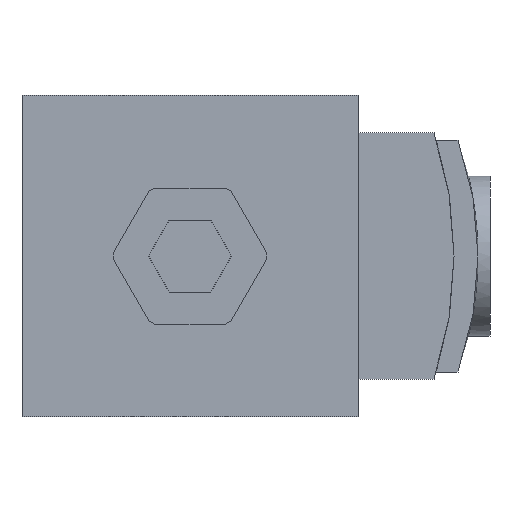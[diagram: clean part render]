
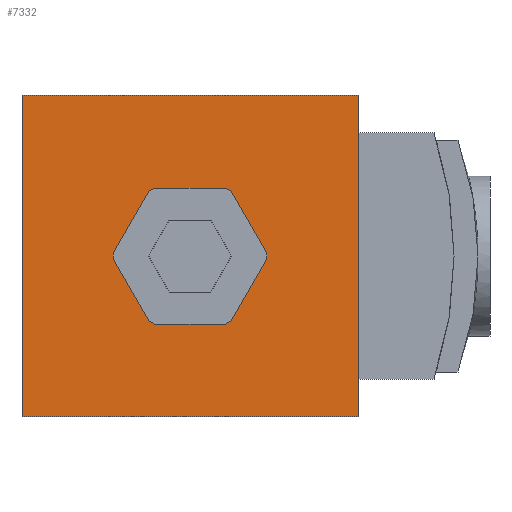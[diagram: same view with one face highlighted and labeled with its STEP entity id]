
A CAD part, front view. The second image highlights one B-rep face of the part: STEP entity #7332.
In plain terms, the highlighted planar face has unit normal (0, -1, 0).
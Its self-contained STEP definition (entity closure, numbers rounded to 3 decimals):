
#124=PLANE('',#7705);
#328=LINE('',#9651,#930);
#434=LINE('',#9873,#1036);
#449=LINE('',#9911,#1051);
#493=LINE('',#10030,#1095);
#606=LINE('',#10322,#1208);
#607=LINE('',#10325,#1209);
#608=LINE('',#10327,#1210);
#609=LINE('',#10329,#1211);
#610=LINE('',#10331,#1212);
#611=LINE('',#10333,#1213);
#612=LINE('',#10335,#1214);
#613=LINE('',#10337,#1215);
#614=LINE('',#10339,#1216);
#615=LINE('',#10341,#1217);
#616=LINE('',#10343,#1218);
#617=LINE('',#10345,#1219);
#930=VECTOR('',#8090,1000.);
#1036=VECTOR('',#8262,1000.);
#1051=VECTOR('',#8291,1000.);
#1095=VECTOR('',#8383,1000.);
#1208=VECTOR('',#8604,1000.);
#1209=VECTOR('',#8605,1000.);
#1210=VECTOR('',#8606,1000.);
#1211=VECTOR('',#8607,1000.);
#1212=VECTOR('',#8608,1000.);
#1213=VECTOR('',#8609,1000.);
#1214=VECTOR('',#8610,1000.);
#1215=VECTOR('',#8611,1000.);
#1216=VECTOR('',#8612,1000.);
#1217=VECTOR('',#8613,1000.);
#1218=VECTOR('',#8614,1000.);
#1219=VECTOR('',#8615,1000.);
#2047=ORIENTED_EDGE('',*,*,#3137,.F.);
#2048=ORIENTED_EDGE('',*,*,#3251,.F.);
#2049=ORIENTED_EDGE('',*,*,#3330,.F.);
#2050=ORIENTED_EDGE('',*,*,#3271,.F.);
#2051=ORIENTED_EDGE('',*,*,#3477,.F.);
#2052=ORIENTED_EDGE('',*,*,#3478,.F.);
#2053=ORIENTED_EDGE('',*,*,#3479,.F.);
#2054=ORIENTED_EDGE('',*,*,#3480,.F.);
#2055=ORIENTED_EDGE('',*,*,#3481,.F.);
#2056=ORIENTED_EDGE('',*,*,#3482,.F.);
#2057=ORIENTED_EDGE('',*,*,#3483,.F.);
#2058=ORIENTED_EDGE('',*,*,#3484,.F.);
#2059=ORIENTED_EDGE('',*,*,#3485,.F.);
#2060=ORIENTED_EDGE('',*,*,#3486,.F.);
#2061=ORIENTED_EDGE('',*,*,#3487,.F.);
#2062=ORIENTED_EDGE('',*,*,#3488,.F.);
#3137=EDGE_CURVE('',#3913,#3914,#328,.T.);
#3251=EDGE_CURVE('',#3996,#3913,#434,.T.);
#3271=EDGE_CURVE('',#3914,#4013,#449,.T.);
#3330=EDGE_CURVE('',#4013,#3996,#493,.T.);
#3477=EDGE_CURVE('',#4189,#4190,#606,.T.);
#3478=EDGE_CURVE('',#4191,#4189,#607,.T.);
#3479=EDGE_CURVE('',#4192,#4191,#608,.T.);
#3480=EDGE_CURVE('',#4193,#4192,#609,.T.);
#3481=EDGE_CURVE('',#4194,#4193,#610,.T.);
#3482=EDGE_CURVE('',#4195,#4194,#611,.T.);
#3483=EDGE_CURVE('',#4196,#4195,#612,.T.);
#3484=EDGE_CURVE('',#4197,#4196,#613,.T.);
#3485=EDGE_CURVE('',#4198,#4197,#614,.T.);
#3486=EDGE_CURVE('',#4199,#4198,#615,.T.);
#3487=EDGE_CURVE('',#4200,#4199,#616,.T.);
#3488=EDGE_CURVE('',#4190,#4200,#617,.T.);
#3913=VERTEX_POINT('',#9650);
#3914=VERTEX_POINT('',#9652);
#3996=VERTEX_POINT('',#9872);
#4013=VERTEX_POINT('',#9912);
#4189=VERTEX_POINT('',#10323);
#4190=VERTEX_POINT('',#10324);
#4191=VERTEX_POINT('',#10326);
#4192=VERTEX_POINT('',#10328);
#4193=VERTEX_POINT('',#10330);
#4194=VERTEX_POINT('',#10332);
#4195=VERTEX_POINT('',#10334);
#4196=VERTEX_POINT('',#10336);
#4197=VERTEX_POINT('',#10338);
#4198=VERTEX_POINT('',#10340);
#4199=VERTEX_POINT('',#10342);
#4200=VERTEX_POINT('',#10344);
#4589=EDGE_LOOP('',(#2047,#2048,#2049,#2050));
#4590=EDGE_LOOP('',(#2051,#2052,#2053,#2054,#2055,#2056,#2057,#2058,#2059,
#2060,#2061,#2062));
#4926=FACE_BOUND('',#4589,.T.);
#4927=FACE_BOUND('',#4590,.T.);
#7332=ADVANCED_FACE('',(#4926,#4927),#124,.F.);
#7705=AXIS2_PLACEMENT_3D('',#10321,#8602,#8603);
#8090=DIRECTION('',(0.,0.,1.));
#8262=DIRECTION('',(-1.,0.,0.));
#8291=DIRECTION('',(1.,0.,0.));
#8383=DIRECTION('',(0.,0.,-1.));
#8602=DIRECTION('',(0.,1.,0.));
#8603=DIRECTION('',(0.,0.,1.));
#8604=DIRECTION('',(0.,0.,-1.));
#8605=DIRECTION('',(-0.5,0.,-0.866));
#8606=DIRECTION('',(-0.866,0.,-0.5));
#8607=DIRECTION('',(-1.,0.,0.));
#8608=DIRECTION('',(-0.866,0.,0.5));
#8609=DIRECTION('',(-0.5,0.,0.866));
#8610=DIRECTION('',(0.,0.,1.));
#8611=DIRECTION('',(0.5,0.,0.866));
#8612=DIRECTION('',(0.866,0.,0.5));
#8613=DIRECTION('',(1.,0.,0.));
#8614=DIRECTION('',(0.866,0.,-0.5));
#8615=DIRECTION('',(0.5,0.,-0.866));
#9650=CARTESIAN_POINT('',(-21.,-31.5,-20.1));
#9651=CARTESIAN_POINT('',(-21.,-31.5,-20.1));
#9652=CARTESIAN_POINT('',(-21.,-31.5,20.1));
#9872=CARTESIAN_POINT('',(21.,-31.5,-20.1));
#9873=CARTESIAN_POINT('',(21.,-31.5,-20.1));
#9911=CARTESIAN_POINT('',(-21.,-31.5,20.1));
#9912=CARTESIAN_POINT('',(21.,-31.5,20.1));
#10030=CARTESIAN_POINT('',(21.,-31.5,20.1));
#10321=CARTESIAN_POINT('',(0.,-31.5,0.));
#10322=CARTESIAN_POINT('',(-9.565,-31.5,0.));
#10323=CARTESIAN_POINT('',(-9.565,-31.5,0.433));
#10324=CARTESIAN_POINT('',(-9.565,-31.5,-0.433));
#10325=CARTESIAN_POINT('',(-7.361,-31.5,4.25));
#10326=CARTESIAN_POINT('',(-5.157,-31.5,8.067));
#10327=CARTESIAN_POINT('',(-4.782,-31.5,8.283));
#10328=CARTESIAN_POINT('',(-4.407,-31.5,8.5));
#10329=CARTESIAN_POINT('',(0.,-31.5,8.5));
#10330=CARTESIAN_POINT('',(4.407,-31.5,8.5));
#10331=CARTESIAN_POINT('',(4.782,-31.5,8.283));
#10332=CARTESIAN_POINT('',(5.157,-31.5,8.067));
#10333=CARTESIAN_POINT('',(7.361,-31.5,4.25));
#10334=CARTESIAN_POINT('',(9.565,-31.5,0.433));
#10335=CARTESIAN_POINT('',(9.565,-31.5,0.));
#10336=CARTESIAN_POINT('',(9.565,-31.5,-0.433));
#10337=CARTESIAN_POINT('',(7.361,-31.5,-4.25));
#10338=CARTESIAN_POINT('',(5.157,-31.5,-8.067));
#10339=CARTESIAN_POINT('',(4.782,-31.5,-8.283));
#10340=CARTESIAN_POINT('',(4.407,-31.5,-8.5));
#10341=CARTESIAN_POINT('',(0.,-31.5,-8.5));
#10342=CARTESIAN_POINT('',(-4.407,-31.5,-8.5));
#10343=CARTESIAN_POINT('',(-4.782,-31.5,-8.283));
#10344=CARTESIAN_POINT('',(-5.157,-31.5,-8.067));
#10345=CARTESIAN_POINT('',(-7.361,-31.5,-4.25));
